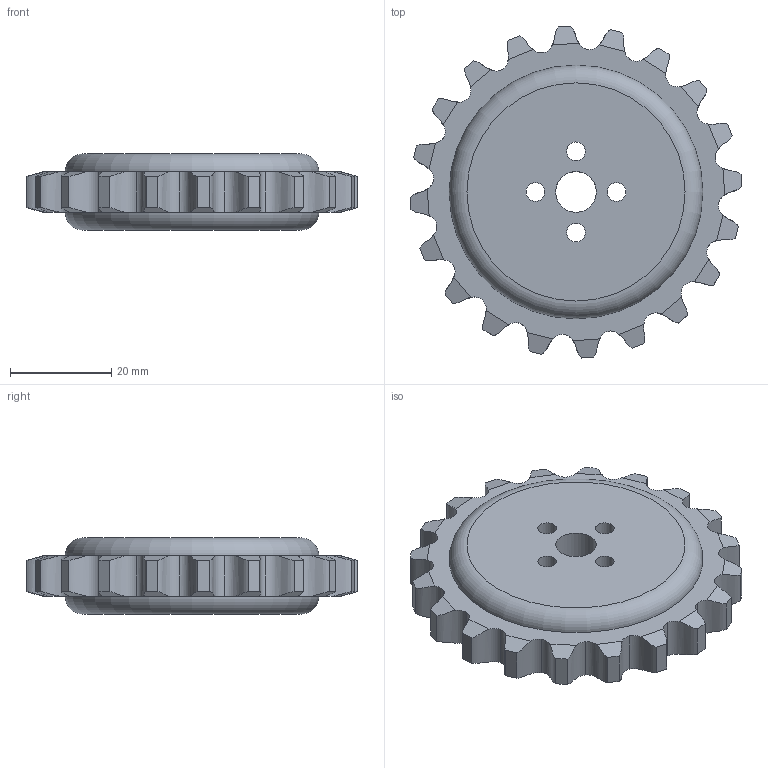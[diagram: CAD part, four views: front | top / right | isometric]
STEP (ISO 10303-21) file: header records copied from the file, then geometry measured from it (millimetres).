
FILE_DESCRIPTION(/* description */ (''),/* implementation_level */ '2;1');
FILE_NAME(/* name */ 'Tetrix_736468_Sprocket.ipt.stp',/* time_stamp */ '2014-12-18T17:45:31-08:00',/* author */ ('Autodesk Inc.'),/* organization */ ('Autodesk Inc.'),/* preprocessor_version */ 'ST-DEVELOPER v15.6',/* originating_system */ 'Autodesk Inventor 2015',/* authorisation */ '');
FILE_SCHEMA (('AUTOMOTIVE_DESIGN { 1 0 10303 214 3 1 1 }'));
Length unit declared in the file: millimetre
Products named in the file (1): Tetrix_736468_Sprocket
Bounding box: 65.43 x 65.43 x 15 mm (x, y, z)
Volume: 34071.7 mm3; surface area: 9673.1 mm2
Topology: 1 solids, 1 shells, 119 faces, 333 edges, 222 vertices
Faces by surface type: plane 68, bspline 40, cylinder 9, torus 2
Full cylindrical faces by diameter (mm): 3.7 x4, 6 x4, 8 x1
Entity records: 5433 total; most frequent: CARTESIAN_POINT 2646, ORIENTED_EDGE 644, DIRECTION 344, EDGE_CURVE 322, VERTEX_POINT 222, B_SPLINE_CURVE_WITH_KNOTS 160, EDGE_LOOP 146, LINE 140
